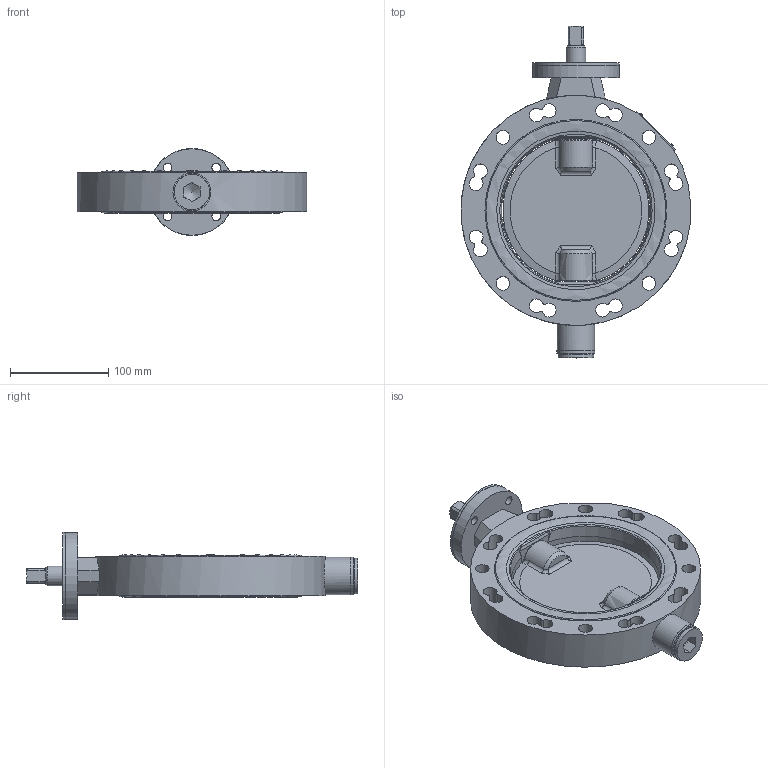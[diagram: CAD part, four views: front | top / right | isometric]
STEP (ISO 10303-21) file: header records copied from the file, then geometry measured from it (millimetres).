
FILE_DESCRIPTION((''),'2;1');
FILE_NAME('TW-Norm DN150.stp','2008-05-27T08:45:37',('hellwig'),(''),'Autodesk Inventor 11','Autodesk Inventor 11','');
FILE_SCHEMA(('AUTOMOTIVE_DESIGN { 1 0 10303 214 1 1 1 1 }'));
Length unit declared in the file: millimetre
Products named in the file (1): Bauteil1
Bounding box: 233.53 x 337.5 x 88.5 mm (x, y, z)
Volume: 1159904.1 mm3; surface area: 233116 mm2
Topology: 1 solids, 10 shells, 485 faces, 1284 edges, 825 vertices
Faces by surface type: cylinder 144, bspline 137, plane 136, cone 47, torus 21
Full cylindrical faces by diameter (mm): 2.8 x2, 3 x2, 4 x1, 6 x1, 9 x4, 14 x4, 15 x1, 16 x1, 16.3 x1, 17.4 x1, 18.7 x3, 19 x1, 20 x7, 20.2 x2, 24.8 x1, 26 x1, 28 x2, 30.3 x1, 35.9 x1, 36 x1, 38 x1, 38.5 x1, 51.1 x1, 79 x1, 88 x1, 88.5 x1, 184.5 x1
Entity records: 17523 total; most frequent: CARTESIAN_POINT 6986, ORIENTED_EDGE 2230, DIRECTION 1911, EDGE_CURVE 1115, VERTEX_POINT 777, AXIS2_PLACEMENT_3D 773, EDGE_LOOP 669, FACE_OUTER_BOUND 485
